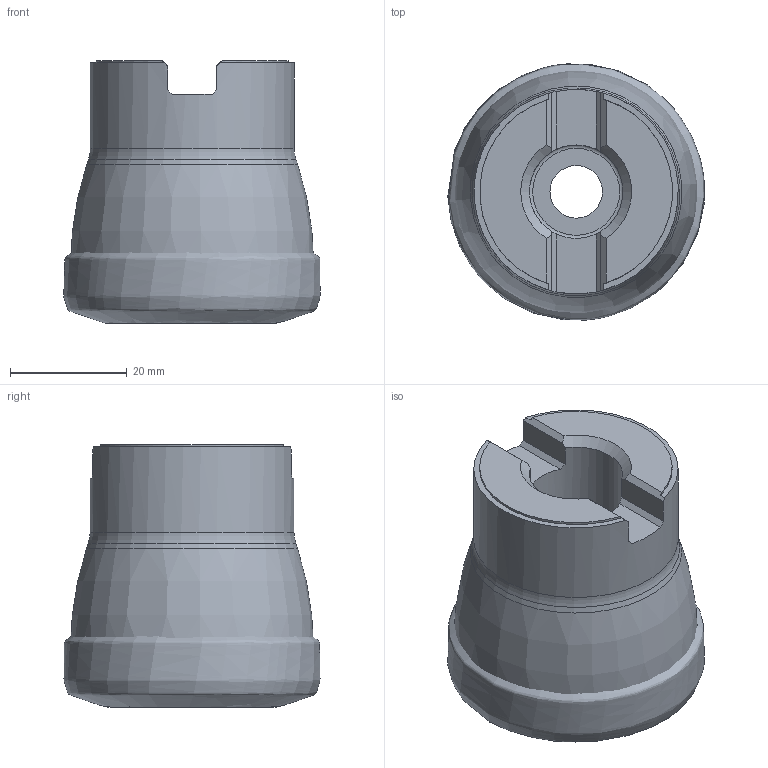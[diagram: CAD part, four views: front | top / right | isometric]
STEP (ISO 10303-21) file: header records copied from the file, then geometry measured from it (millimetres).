
FILE_DESCRIPTION(/* description */ (''),/* implementation_level */ '2;1');
FILE_NAME(/* name */ 'toolassembly_1.stp',/* time_stamp */ '2018-10-16T15:08:53+02:00',/* author */ (''),/* organization */ ('SMS'),/* preprocessor_version */ 'ST-DEVELOPER v15',/* originating_system */ 'SIEMENS PLM Software NX 8.5',/* authorisation */ '');
FILE_SCHEMA (('AUTOMOTIVE_DESIGN { 1 0 10303 214 3 1 1 1 }'));
Length unit declared in the file: millimetre
Products named in the file (4): ASSEMBLY_CONSTRUCTION; CUT_20181016150825; NOCUT_20181016150821; TOOLASSEMBLY_1
Assembly tree (3 placements, depth 2):
  TOOLASSEMBLY_1
    NOCUT_20181016150821
    CUT_20181016150825
    ASSEMBLY_CONSTRUCTION
Bounding box: 43.91 x 43.85 x 45 mm (x, y, z)
Volume: 55323.1 mm3; surface area: 13493.4 mm2
Topology: 2 solids, 2 shells, 47 faces, 120 edges, 84 vertices
Faces by surface type: plane 21, torus 9, cylinder 8, cone 7, bspline 2
Full cylindrical faces by diameter (mm): 9 x1, 13.5 x1, 16.009 x1, 16.5 x1, 35 x1, 41.732 x1
Entity records: 6624 total; most frequent: CARTESIAN_POINT 5405, DIRECTION 248, ORIENTED_EDGE 178, AXIS2_PLACEMENT_3D 110, EDGE_CURVE 89, EDGE_LOOP 70, VERTEX_POINT 68, FACE_BOUND 49
